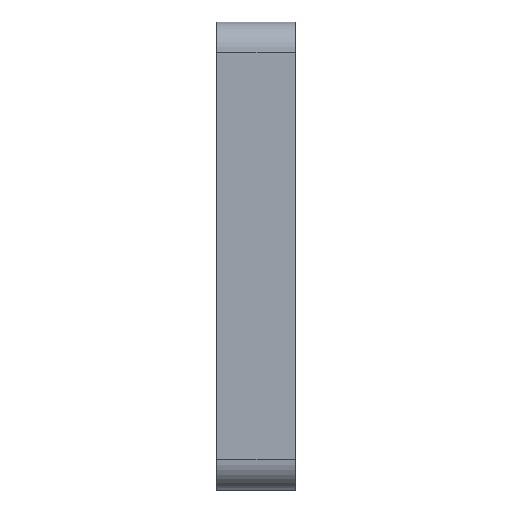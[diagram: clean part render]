
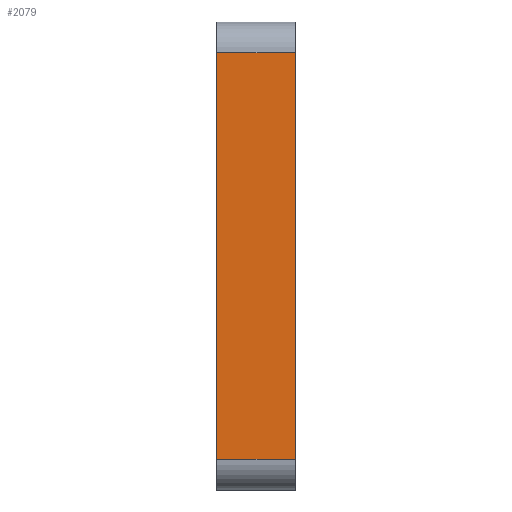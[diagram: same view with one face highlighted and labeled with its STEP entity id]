
A CAD part, left-side view. The second image highlights one B-rep face of the part: STEP entity #2079.
In plain terms, the highlighted planar face has unit normal (-1, 0, 0).
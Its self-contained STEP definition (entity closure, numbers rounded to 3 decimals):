
#80 = ORIENTED_EDGE ( 'NONE', *, *, #1076, .T. ) ;
#129 = EDGE_CURVE ( 'NONE', #1393, #1903, #1363, .T. ) ;
#266 = AXIS2_PLACEMENT_3D ( 'NONE', #1284, #2444, #1475 ) ;
#364 = DIRECTION ( 'NONE',  ( 0., 0., 1. ) ) ;
#371 = VECTOR ( 'NONE', #539, 1000. ) ;
#539 = DIRECTION ( 'NONE',  ( 0., 1., 0. ) ) ;
#584 = LINE ( 'NONE', #1678, #2111 ) ;
#606 = DIRECTION ( 'NONE',  ( 0., -1., 0. ) ) ;
#926 = ORIENTED_EDGE ( 'NONE', *, *, #1381, .T. ) ;
#927 = PLANE ( 'NONE',  #266 ) ;
#1042 = CARTESIAN_POINT ( 'NONE',  ( -63.5, -6.35, -33. ) ) ;
#1076 = EDGE_CURVE ( 'NONE', #1426, #1169, #1322, .T. ) ;
#1080 = CARTESIAN_POINT ( 'NONE',  ( -63.5, 6.35, -33. ) ) ;
#1087 = LINE ( 'NONE', #1269, #1528 ) ;
#1110 = ORIENTED_EDGE ( 'NONE', *, *, #2097, .F. ) ;
#1169 = VERTEX_POINT ( 'NONE', #2087 ) ;
#1240 = VECTOR ( 'NONE', #606, 1000. ) ;
#1262 = CARTESIAN_POINT ( 'NONE',  ( -63.5, -6.35, 33. ) ) ;
#1269 = CARTESIAN_POINT ( 'NONE',  ( -63.5, -6.35, -38. ) ) ;
#1284 = CARTESIAN_POINT ( 'NONE',  ( -63.5, 6.35, -38. ) ) ;
#1322 = LINE ( 'NONE', #1868, #371 ) ;
#1363 = LINE ( 'NONE', #1722, #1240 ) ;
#1381 = EDGE_CURVE ( 'NONE', #1903, #1426, #1087, .T. ) ;
#1393 = VERTEX_POINT ( 'NONE', #1080 ) ;
#1426 = VERTEX_POINT ( 'NONE', #1262 ) ;
#1475 = DIRECTION ( 'NONE',  ( 0., 0., -1. ) ) ;
#1528 = VECTOR ( 'NONE', #2227, 1000. ) ;
#1678 = CARTESIAN_POINT ( 'NONE',  ( -63.5, 6.35, -38. ) ) ;
#1722 = CARTESIAN_POINT ( 'NONE',  ( -63.5, 6.35, -33. ) ) ;
#1726 = ORIENTED_EDGE ( 'NONE', *, *, #129, .T. ) ;
#1868 = CARTESIAN_POINT ( 'NONE',  ( -63.5, 6.35, 33. ) ) ;
#1903 = VERTEX_POINT ( 'NONE', #1042 ) ;
#2079 = ADVANCED_FACE ( 'NONE', ( #2174 ), #927, .F. ) ;
#2087 = CARTESIAN_POINT ( 'NONE',  ( -63.5, 6.35, 33. ) ) ;
#2097 = EDGE_CURVE ( 'NONE', #1393, #1169, #584, .T. ) ;
#2111 = VECTOR ( 'NONE', #364, 1000. ) ;
#2160 = EDGE_LOOP ( 'NONE', ( #926, #80, #1110, #1726 ) ) ;
#2174 = FACE_OUTER_BOUND ( 'NONE', #2160, .T. ) ;
#2227 = DIRECTION ( 'NONE',  ( 0., 0., 1. ) ) ;
#2444 = DIRECTION ( 'NONE',  ( 1., 0., 0. ) ) ;
